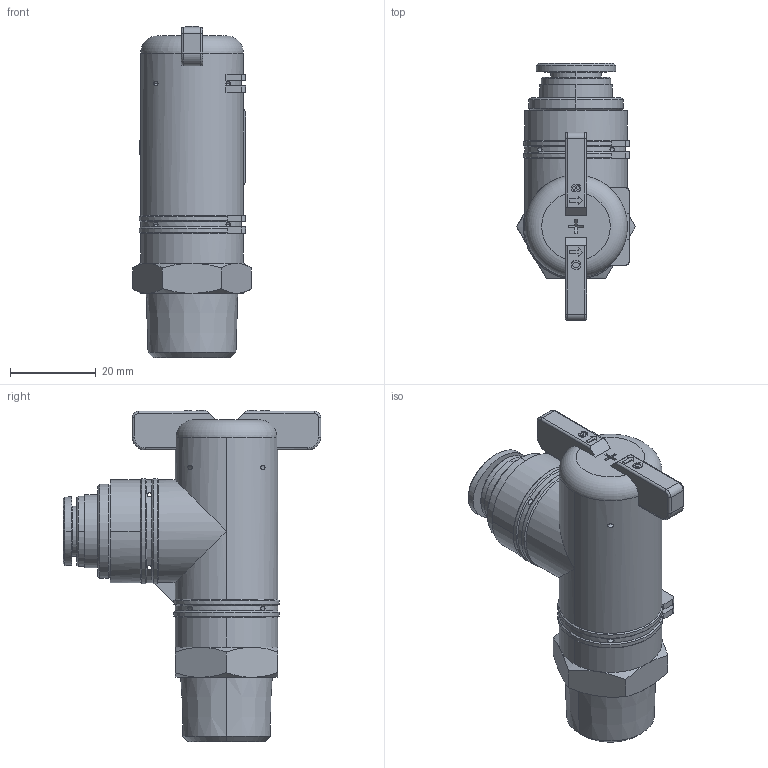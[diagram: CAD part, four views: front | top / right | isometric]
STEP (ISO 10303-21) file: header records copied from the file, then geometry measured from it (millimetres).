
FILE_DESCRIPTION((''),'2;1');
FILE_NAME('GBL601004-mdt.stp','2017-07-10T18:02:43',(''),(''),'Mechanical Desktop 2009','Mechanical Desktop 2009',', , ');
FILE_SCHEMA(('CONFIG_CONTROL_DESIGN'));
Length unit declared in the file: millimetre
Products named in the file (10): GBL601004-MDT; GBL601004-MDTA; BC10-20; COLLAR-10C; 60-R04; 60-R03; BC12-60; COLLAR-12C; BOLT-M3; HA
Assembly tree (9 placements, depth 3):
  GBL601004-MDT
    GBL601004-MDTA
    BC10-20
      COLLAR-10C
    60-R04
    60-R03
    BC12-60
      COLLAR-12C
    BOLT-M3
    HA
Bounding box: 27.71 x 60.1 x 77.3 mm (x, y, z)
Volume: 42140.4 mm3; surface area: 11308.4 mm2
Topology: 1 solids, 4 shells, 758 faces, 2106 edges, 1382 vertices
Faces by surface type: plane 607, cylinder 91, cone 42, torus 10, bspline 8
Entity records: 25403 total; most frequent: CARTESIAN_POINT 5885, ORIENTED_EDGE 4208, DIRECTION 3728, EDGE_CURVE 2104, VECTOR 1762, LINE 1762, VERTEX_POINT 1382, AXIS2_PLACEMENT_3D 983
